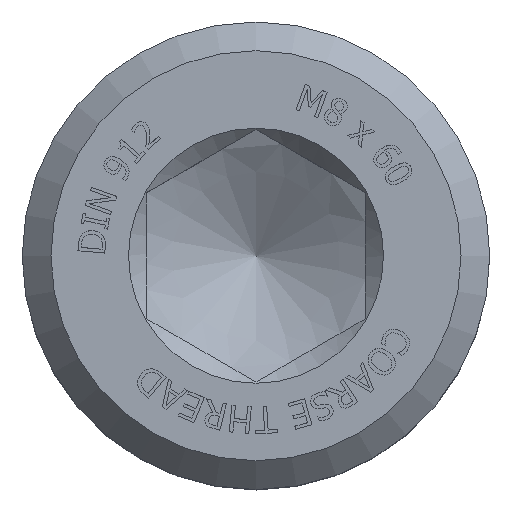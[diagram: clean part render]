
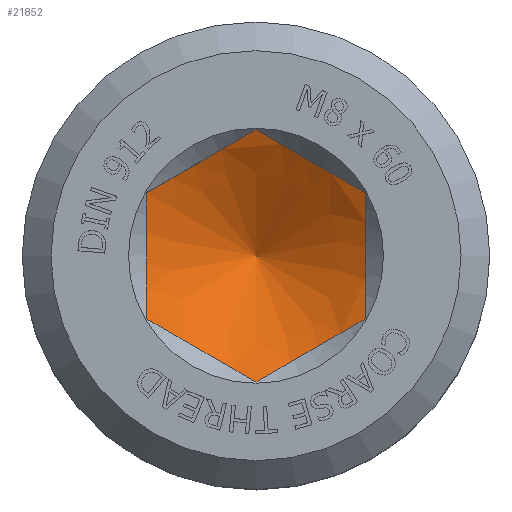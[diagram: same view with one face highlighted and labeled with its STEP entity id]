
A CAD part, top view. The second image highlights one B-rep face of the part: STEP entity #21852.
In plain terms, the highlighted conical face has half-angle 60 degrees and reference radius 2.6 mm.
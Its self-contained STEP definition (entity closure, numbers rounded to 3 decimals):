
#21500=CARTESIAN_POINT('',(0.,3.51,-4.0));
#21501=VERTEX_POINT('',#21500);
#21508=CARTESIAN_POINT('',(3.04,1.755,-4.0));
#21509=VERTEX_POINT('',#21508);
#21510=CARTESIAN_POINT('',(3.04,1.755,-4.0));
#21511=CARTESIAN_POINT('',(1.52,2.633,-4.507));
#21512=CARTESIAN_POINT('',(0.,3.51,-4.0));
#21520=(BOUNDED_CURVE()B_SPLINE_CURVE(2,(#21510,#21511,#21512),.UNSPECIFIED.,.F.,.U.)B_SPLINE_CURVE_WITH_KNOTS((3,3),(0.21,0.67),.UNSPECIFIED.)CURVE()GEOMETRIC_REPRESENTATION_ITEM()RATIONAL_B_SPLINE_CURVE((1.258,1.453,1.258))REPRESENTATION_ITEM(''));
#21521=EDGE_CURVE('',#21509,#21501,#21520,.T.);
#21538=CARTESIAN_POINT('',(-3.04,1.755,-4.0));
#21539=VERTEX_POINT('',#21538);
#21546=CARTESIAN_POINT('',(0.,3.51,-4.0));
#21547=CARTESIAN_POINT('',(-1.52,2.633,-4.507));
#21548=CARTESIAN_POINT('',(-3.04,1.755,-4.0));
#21556=(BOUNDED_CURVE()B_SPLINE_CURVE(2,(#21546,#21547,#21548),.UNSPECIFIED.,.F.,.U.)B_SPLINE_CURVE_WITH_KNOTS((3,3),(0.21,0.67),.UNSPECIFIED.)CURVE()GEOMETRIC_REPRESENTATION_ITEM()RATIONAL_B_SPLINE_CURVE((1.258,1.453,1.258))REPRESENTATION_ITEM(''));
#21557=EDGE_CURVE('',#21501,#21539,#21556,.T.);
#21569=CARTESIAN_POINT('',(-3.04,-1.755,-4.0));
#21570=VERTEX_POINT('',#21569);
#21577=CARTESIAN_POINT('',(-3.04,1.755,-4.0));
#21578=CARTESIAN_POINT('',(-3.04,0.,-4.507));
#21579=CARTESIAN_POINT('',(-3.04,-1.755,-4.0));
#21587=(BOUNDED_CURVE()B_SPLINE_CURVE(2,(#21577,#21578,#21579),.UNSPECIFIED.,.F.,.U.)B_SPLINE_CURVE_WITH_KNOTS((3,3),(0.21,0.67),.UNSPECIFIED.)CURVE()GEOMETRIC_REPRESENTATION_ITEM()RATIONAL_B_SPLINE_CURVE((1.258,1.453,1.258))REPRESENTATION_ITEM(''));
#21588=EDGE_CURVE('',#21539,#21570,#21587,.T.);
#21600=CARTESIAN_POINT('',(0.,-3.51,-4.0));
#21601=VERTEX_POINT('',#21600);
#21608=CARTESIAN_POINT('',(-3.04,-1.755,-4.0));
#21609=CARTESIAN_POINT('',(-1.52,-2.633,-4.507));
#21610=CARTESIAN_POINT('',(0.,-3.51,-4.0));
#21618=(BOUNDED_CURVE()B_SPLINE_CURVE(2,(#21608,#21609,#21610),.UNSPECIFIED.,.F.,.U.)B_SPLINE_CURVE_WITH_KNOTS((3,3),(0.21,0.67),.UNSPECIFIED.)CURVE()GEOMETRIC_REPRESENTATION_ITEM()RATIONAL_B_SPLINE_CURVE((1.258,1.453,1.258))REPRESENTATION_ITEM(''));
#21619=EDGE_CURVE('',#21570,#21601,#21618,.T.);
#21631=CARTESIAN_POINT('',(3.04,-1.755,-4.));
#21632=VERTEX_POINT('',#21631);
#21639=CARTESIAN_POINT('',(0.,-3.51,-4.0));
#21640=CARTESIAN_POINT('',(1.52,-2.633,-4.507));
#21641=CARTESIAN_POINT('',(3.04,-1.755,-4.));
#21649=(BOUNDED_CURVE()B_SPLINE_CURVE(2,(#21639,#21640,#21641),.UNSPECIFIED.,.F.,.U.)B_SPLINE_CURVE_WITH_KNOTS((3,3),(0.21,0.67),.UNSPECIFIED.)CURVE()GEOMETRIC_REPRESENTATION_ITEM()RATIONAL_B_SPLINE_CURVE((1.258,1.453,1.258))REPRESENTATION_ITEM(''));
#21650=EDGE_CURVE('',#21601,#21632,#21649,.T.);
#21663=CARTESIAN_POINT('',(3.04,-1.755,-4.));
#21664=CARTESIAN_POINT('',(3.04,0.,-4.507));
#21665=CARTESIAN_POINT('',(3.04,1.755,-4.0));
#21673=(BOUNDED_CURVE()B_SPLINE_CURVE(2,(#21663,#21664,#21665),.UNSPECIFIED.,.F.,.U.)B_SPLINE_CURVE_WITH_KNOTS((3,3),(0.21,0.67),.UNSPECIFIED.)CURVE()GEOMETRIC_REPRESENTATION_ITEM()RATIONAL_B_SPLINE_CURVE((1.258,1.453,1.258))REPRESENTATION_ITEM(''));
#21674=EDGE_CURVE('',#21632,#21509,#21673,.T.);
#21839=CARTESIAN_POINT('',(0.0,0.,-4.526));
#21840=DIRECTION('',(0.0,0.,1.0));
#21841=DIRECTION('',(0.0,1.0,0.0));
#21842=AXIS2_PLACEMENT_3D('',#21839,#21840,#21841);
#21843=CONICAL_SURFACE('',#21842,2.6,60.);
#21844=ORIENTED_EDGE('',*,*,#21588,.T.);
#21845=ORIENTED_EDGE('',*,*,#21619,.T.);
#21846=ORIENTED_EDGE('',*,*,#21650,.T.);
#21847=ORIENTED_EDGE('',*,*,#21674,.T.);
#21848=ORIENTED_EDGE('',*,*,#21521,.T.);
#21849=ORIENTED_EDGE('',*,*,#21557,.T.);
#21850=EDGE_LOOP('',(#21844,#21845,#21846,#21847,#21848,#21849));
#21851=FACE_OUTER_BOUND('',#21850,.T.);
#21852=ADVANCED_FACE('',(#21851),#21843,.F.);
